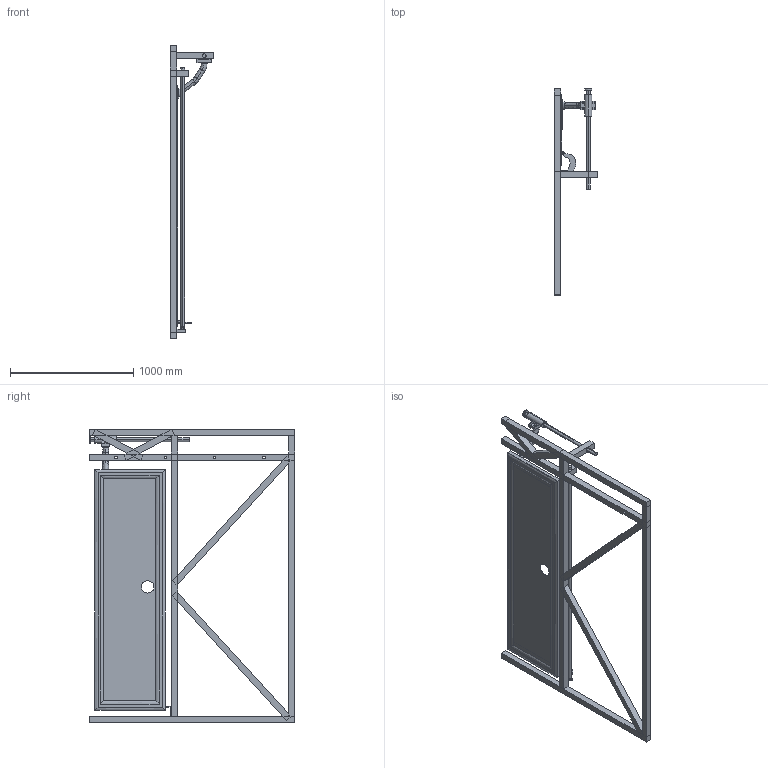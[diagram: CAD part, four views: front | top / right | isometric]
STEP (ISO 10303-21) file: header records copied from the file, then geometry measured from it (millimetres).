
FILE_DESCRIPTION(/* description */ ('STEP AP203'),/* implementation_level */ '2;1');
FILE_NAME(/* name */ 'BusDoorFromCOMSOL_STP_20221129',/* time_stamp */ '2022-11-29T08:14:54+00:00',/* author */ (' '),/* organization */ (' '),/* preprocessor_version */ 'ST-DEVELOPER v18.102',/* originating_system */ ' ',/* authorisation */ ' ');
FILE_SCHEMA (('CONFIG_CONTROL_DESIGN'));
Length unit declared in the file: metre
Products named in the file (24): id2; id5; id8; id11; id14; id17; id20; id23; id26; id29; id32; id35; id38; id41; id44; id47; id50; id53; id56; id59; id62; id65; id68; id71
Bounding box: 350 x 1667 x 2377 mm (x, y, z)
Volume: 50583275.3 mm3; surface area: 6875928.5 mm2
Topology: 24 solids, 24 shells, 403 faces, 980 edges, 620 vertices
Faces by surface type: plane 154, bspline 142, cylinder 107
Entity records: 12812 total; most frequent: CARTESIAN_POINT 4342, ORIENTED_EDGE 1962, DIRECTION 1298, EDGE_CURVE 981, VERTEX_POINT 622, LINE 452, VECTOR 452, EDGE_LOOP 435
